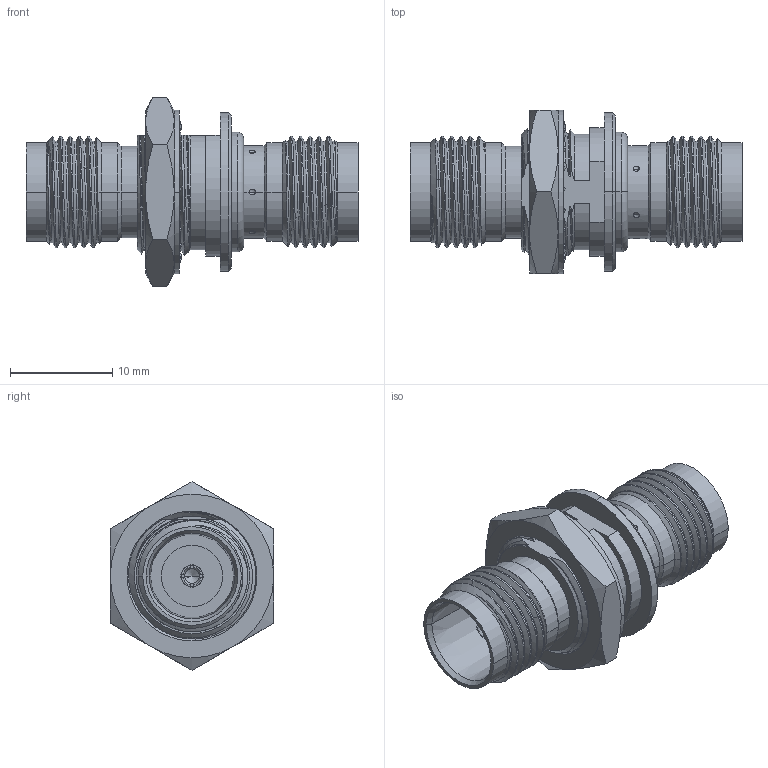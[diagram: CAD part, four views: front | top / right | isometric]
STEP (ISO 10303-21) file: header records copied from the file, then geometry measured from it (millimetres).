
FILE_DESCRIPTION((''),'2;1');
FILE_NAME('122347','2019-06-27T',('Kaviyarasan'),(''),'CREO PARAMETRIC BY PTC INC, 2018360','CREO PARAMETRIC BY PTC INC, 2018360','');
FILE_SCHEMA(('CONFIG_CONTROL_DESIGN'));
Length unit declared in the file: millimetre
Products named in the file (1): 122347
Bounding box: 32.5 x 16 x 18.48 mm (x, y, z)
Volume: 2341.4 mm3; surface area: 2786.6 mm2
Topology: 1 solids, 1 shells, 357 faces, 1041 edges, 681 vertices
Faces by surface type: bspline 132, cylinder 84, plane 76, cone 51, sphere 12, torus 2
Entity records: 23707 total; most frequent: CARTESIAN_POINT 15098, ORIENTED_EDGE 2050, DIRECTION 1380, EDGE_CURVE 1025, VERTEX_POINT 681, VECTOR 492, LINE 492, AXIS2_PLACEMENT_3D 444
